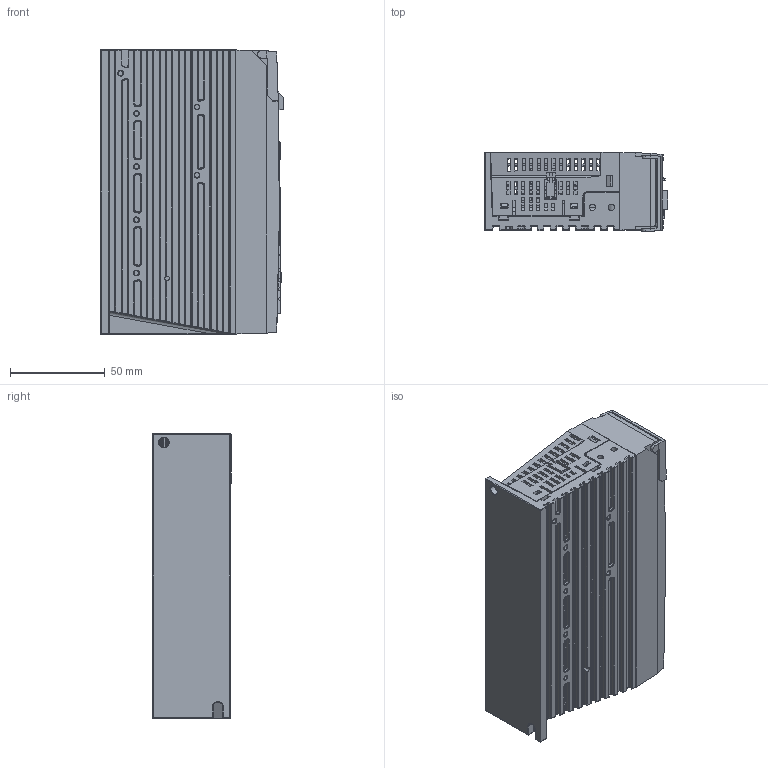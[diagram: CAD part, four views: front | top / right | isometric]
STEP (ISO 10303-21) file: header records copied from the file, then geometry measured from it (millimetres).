
FILE_DESCRIPTION (( 'STEP AP214' ), '1' );
FILE_NAME ('SS EtherCAT.STEP', '2016-07-22T02:29:37', ( '' ), ( '' ), 'SwSTEP 2.0', 'SolidWorks 2014', '' );
FILE_SCHEMA (( 'AUTOMOTIVE_DESIGN' ));
Length unit declared in the file: millimetre
Products named in the file (2): SS EtherCAT
Bounding box: 96.69 x 42 x 150 mm (x, y, z)
Surface area: 100058.9 mm2 (no closed solid volume)
Topology: 0 solids, 88 shells, 2099 faces, 7675 edges, 5478 vertices
Faces by surface type: plane 1276, cylinder 523, torus 164, bspline 58, sphere 55, cone 23
Entity records: 104286 total; most frequent: CARTESIAN_POINT 17868, DIRECTION 12834, ORIENTED_EDGE 11883, EDGE_CURVE 7618, LINE 5694, VECTOR 5694, VERTEX_POINT 5478, AXIS2_PLACEMENT_3D 3570
